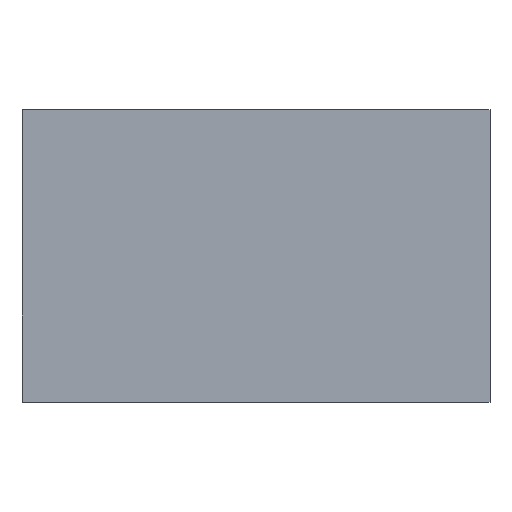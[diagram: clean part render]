
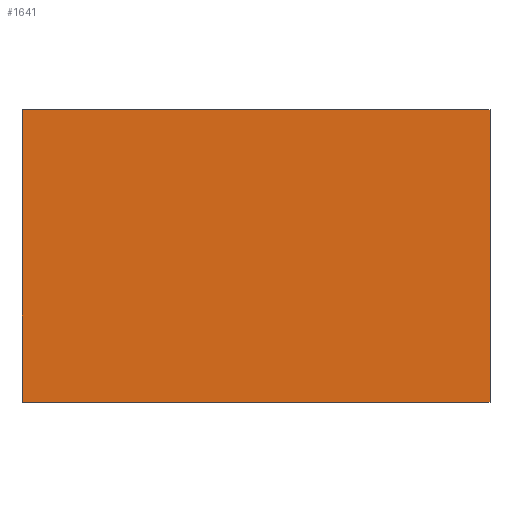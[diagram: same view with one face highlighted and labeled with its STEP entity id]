
A CAD part, top view. The second image highlights one B-rep face of the part: STEP entity #1641.
In plain terms, the highlighted planar face has unit normal (0, 0, 1).
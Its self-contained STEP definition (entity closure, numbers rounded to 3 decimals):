
#154=FACE_OUTER_BOUND('',#244,.T.);
#244=EDGE_LOOP('',(#1505,#1506,#1507,#1508));
#479=LINE('',#3130,#629);
#481=LINE('',#3134,#631);
#483=LINE('',#3138,#633);
#485=LINE('',#3141,#635);
#629=VECTOR('',#1921,10.);
#631=VECTOR('',#1925,10.);
#633=VECTOR('',#1929,10.);
#635=VECTOR('',#1933,10.);
#792=VERTEX_POINT('',#3127);
#793=VERTEX_POINT('',#3129);
#794=VERTEX_POINT('',#3133);
#795=VERTEX_POINT('',#3137);
#1029=EDGE_CURVE('',#792,#793,#479,.T.);
#1031=EDGE_CURVE('',#793,#794,#481,.T.);
#1033=EDGE_CURVE('',#794,#795,#483,.T.);
#1035=EDGE_CURVE('',#795,#792,#485,.T.);
#1505=ORIENTED_EDGE('',*,*,#1029,.F.);
#1506=ORIENTED_EDGE('',*,*,#1035,.F.);
#1507=ORIENTED_EDGE('',*,*,#1033,.F.);
#1508=ORIENTED_EDGE('',*,*,#1031,.F.);
#1555=PLANE('',#1702);
#1641=ADVANCED_FACE('',(#154),#1555,.T.);
#1702=AXIS2_PLACEMENT_3D('',#3142,#1934,#1935);
#1921=DIRECTION('',(0.,-1.,0.));
#1925=DIRECTION('',(-1.,0.,0.));
#1929=DIRECTION('',(0.,1.,0.));
#1933=DIRECTION('',(1.,0.,0.));
#1934=DIRECTION('center_axis',(0.,0.,1.));
#1935=DIRECTION('ref_axis',(1.,0.,0.));
#3127=CARTESIAN_POINT('',(1.,0.625,0.5));
#3129=CARTESIAN_POINT('',(1.,-0.625,0.5));
#3130=CARTESIAN_POINT('',(1.,0.625,0.5));
#3133=CARTESIAN_POINT('',(-1.,-0.625,0.5));
#3134=CARTESIAN_POINT('',(1.,-0.625,0.5));
#3137=CARTESIAN_POINT('',(-1.,0.625,0.5));
#3138=CARTESIAN_POINT('',(-1.,-0.625,0.5));
#3141=CARTESIAN_POINT('',(-1.,0.625,0.5));
#3142=CARTESIAN_POINT('Origin',(0.,0.,0.5));
